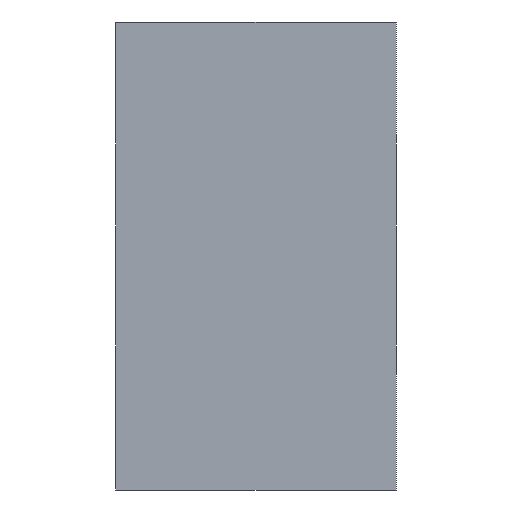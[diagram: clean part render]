
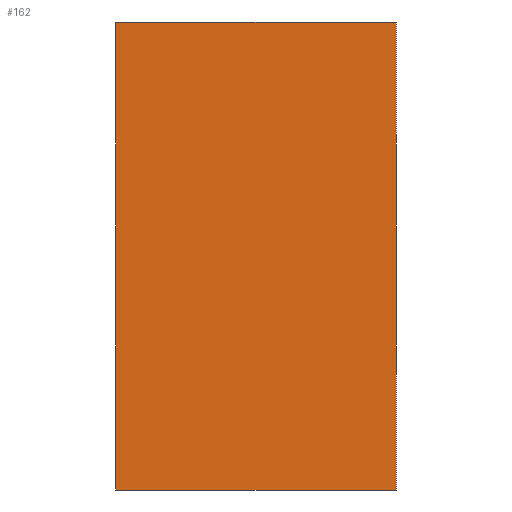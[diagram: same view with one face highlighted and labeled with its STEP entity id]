
A CAD part, left-side view. The second image highlights one B-rep face of the part: STEP entity #162.
In plain terms, the highlighted planar face has unit normal (-1, 0, 0).
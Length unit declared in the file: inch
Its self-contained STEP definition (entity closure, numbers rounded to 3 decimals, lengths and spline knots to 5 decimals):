
#4 = CARTESIAN_POINT ( 'NONE',  ( -0.265, 0.15, -0.125 ) ) ;
#5 = DIRECTION ( 'NONE',  ( 0., 0., 1. ) ) ;
#12 = DIRECTION ( 'NONE',  ( 0., -1., 0. ) ) ;
#20 = CARTESIAN_POINT ( 'NONE',  ( -0.265, 0.15, -0.125 ) ) ;
#22 = PLANE ( 'NONE',  #380 ) ;
#60 = DIRECTION ( 'NONE',  ( 0., -1., 0. ) ) ;
#63 = DIRECTION ( 'NONE',  ( 0., 0., 1. ) ) ;
#69 = DIRECTION ( 'NONE',  ( 0., 0., -1. ) ) ;
#70 = DIRECTION ( 'NONE',  ( 1., 0., 0. ) ) ;
#81 = CARTESIAN_POINT ( 'NONE',  ( -0.265, 0.15, 0.125 ) ) ;
#85 = CARTESIAN_POINT ( 'NONE',  ( -0.265, 0., -0.125 ) ) ;
#91 = CARTESIAN_POINT ( 'NONE',  ( -0.265, 0., 0.125 ) ) ;
#99 = CARTESIAN_POINT ( 'NONE',  ( -0.265, 0.15, 0.125 ) ) ;
#102 = VERTEX_POINT ( 'NONE', #147 ) ;
#104 = VERTEX_POINT ( 'NONE', #99 ) ;
#133 = CARTESIAN_POINT ( 'NONE',  ( -0.265, 0., -0.125 ) ) ;
#139 = CARTESIAN_POINT ( 'NONE',  ( -0.265, 0.15, -0.125 ) ) ;
#147 = CARTESIAN_POINT ( 'NONE',  ( -0.265, 0.15, -0.125 ) ) ;
#149 = VERTEX_POINT ( 'NONE', #91 ) ;
#150 = VERTEX_POINT ( 'NONE', #85 ) ;
#162 = ADVANCED_FACE ( 'NONE', ( #201 ), #22, .F. ) ;
#178 = ORIENTED_EDGE ( 'NONE', *, *, #356, .F. ) ;
#185 = ORIENTED_EDGE ( 'NONE', *, *, #337, .F. ) ;
#189 = ORIENTED_EDGE ( 'NONE', *, *, #364, .T. ) ;
#201 = FACE_OUTER_BOUND ( 'NONE', #308, .T. ) ;
#217 = VECTOR ( 'NONE', #60, 39.37008 ) ;
#221 = ORIENTED_EDGE ( 'NONE', *, *, #344, .T. ) ;
#254 = LINE ( 'NONE', #81, #217 ) ;
#257 = LINE ( 'NONE', #139, #260 ) ;
#260 = VECTOR ( 'NONE', #12, 39.37008 ) ;
#275 = LINE ( 'NONE', #4, #276 ) ;
#276 = VECTOR ( 'NONE', #5, 39.37008 ) ;
#281 = LINE ( 'NONE', #133, #282 ) ;
#282 = VECTOR ( 'NONE', #63, 39.37008 ) ;
#308 = EDGE_LOOP ( 'NONE', ( #189, #185, #178, #221 ) ) ;
#337 = EDGE_CURVE ( 'NONE', #104, #149, #254, .T. ) ;
#344 = EDGE_CURVE ( 'NONE', #102, #150, #257, .T. ) ;
#356 = EDGE_CURVE ( 'NONE', #102, #104, #275, .T. ) ;
#364 = EDGE_CURVE ( 'NONE', #150, #149, #281, .T. ) ;
#380 = AXIS2_PLACEMENT_3D ( 'NONE', #20, #70, #69 ) ;
